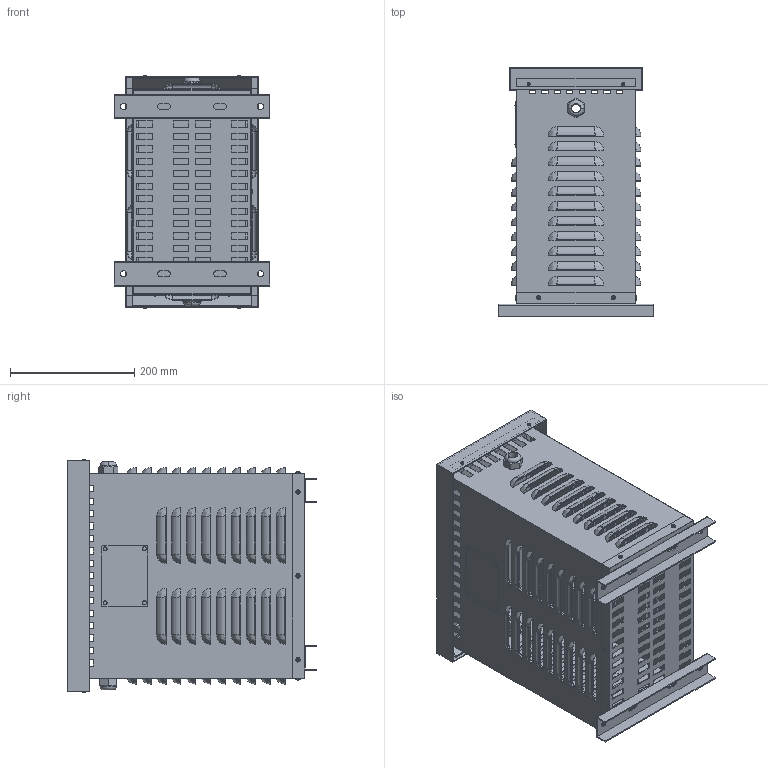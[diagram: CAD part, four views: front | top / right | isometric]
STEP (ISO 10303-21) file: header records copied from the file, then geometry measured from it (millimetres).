
FILE_DESCRIPTION(/* description */ (''),/* implementation_level */ '2;1');
FILE_NAME(/* name */ 'YAQ02505463.stp',/* time_stamp */ '2023-06-08T12:30:24+02:00',/* author */ ('velazquez'),/* organization */ (''),/* preprocessor_version */ 'ST-DEVELOPER v19.2',/* originating_system */ 'Autodesk Inventor 2023',/* authorisation */ '');
FILE_SCHEMA (('AUTOMOTIVE_DESIGN { 1 0 10303 214 3 1 1 }'));
Length unit declared in the file: millimetre
Products named in the file (10): YAQ02505463; CUERPO CAJA 10 KVA NACIONAL; BASE CAJA 10 KVA NACIONAL; PLACA CARACTERISTICAS; PATA CAJA 10 KVA NACIONAL; TAPA SUPERIOR CAJA 10 KVA NACIONAL; 1411144; ISO 7045 - M3,5 x 5 - 4.8 - H; ISO 7045 - M2,5 x 3 - 4.8 - H; IFI 521 - 41, TPHSSPMBR
Assembly tree (26 placements, depth 2):
  YAQ02505463
    CUERPO CAJA 10 KVA NACIONAL
    BASE CAJA 10 KVA NACIONAL
    PLACA CARACTERISTICAS
    PATA CAJA 10 KVA NACIONAL  x2
    TAPA SUPERIOR CAJA 10 KVA NACIONAL
    1411144  x2
    ISO 7045 - M3,5 x 5 - 4.8 - H  x10
    ISO 7045 - M2,5 x 3 - 4.8 - H  x4
    IFI 521 - 41, TPHSSPMBR  x4
Bounding box: 250 x 400.63 x 376.14 mm (x, y, z)
Volume: 883061.1 mm3; surface area: 1345999.5 mm2
Topology: 26 solids, 26 shells, 1888 faces, 5165 edges, 3235 vertices
Faces by surface type: plane 958, cylinder 396, bspline 252, cone 172, torus 92, sphere 18
Full cylindrical faces by diameter (mm): 2.256 x4, 2.5 x4, 3 x8, 3.175 x10, 3.2 x4, 3.5 x10, 4 x28, 10 x4, 24 x2
Entity records: 48834 total; most frequent: CARTESIAN_POINT 10254, ORIENTED_EDGE 7730, DIRECTION 7505, EDGE_CURVE 3865, LINE 2549, VECTOR 2549, AXIS2_PLACEMENT_3D 2478, VERTEX_POINT 2464
